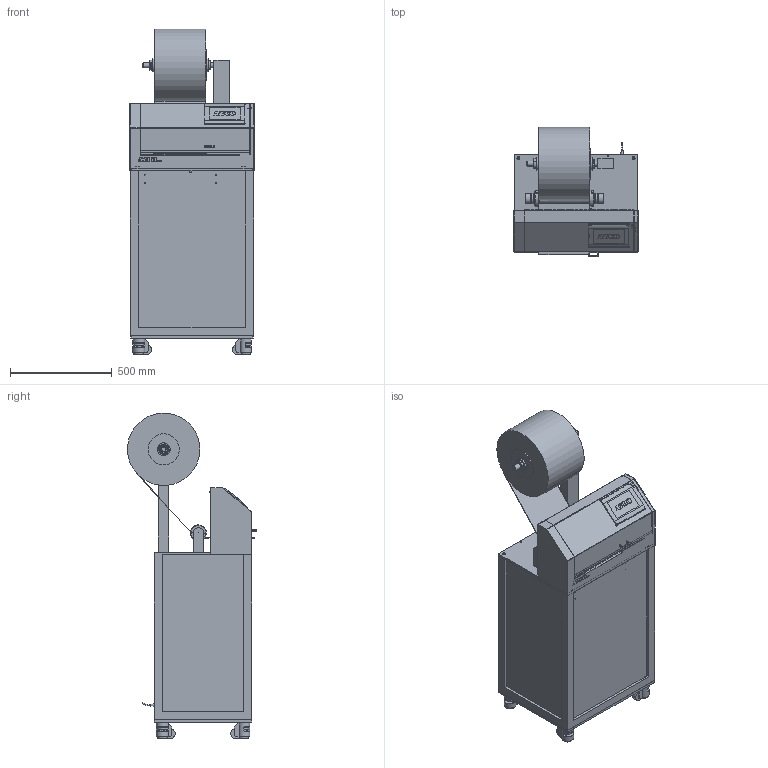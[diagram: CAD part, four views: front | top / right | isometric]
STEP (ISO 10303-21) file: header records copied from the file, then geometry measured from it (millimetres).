
FILE_DESCRIPTION(/* description */ (''),/* implementation_level */ '2;1');
FILE_NAME(/* name */ 'HS250-02.stp',/* time_stamp */ '2023-02-17T08:29:27-05:00',/* author */ ('tmcandrew'),/* organization */ (''),/* preprocessor_version */ 'ST-DEVELOPER v16.1',/* originating_system */ 'Autodesk Inventor 2016',/* authorisation */ '');
FILE_SCHEMA (('AUTOMOTIVE_DESIGN { 1 0 10303 214 3 1 1 }'));
Length unit declared in the file: millimetre
Products named in the file (1): HS250-02 SOLID MODEL
Bounding box: 610 x 633.38 x 1598.99 mm (x, y, z)
Volume: 52525309.3 mm3; surface area: 7718525.4 mm2
Topology: 9 solids, 31 shells, 2685 faces, 6833 edges, 4530 vertices
Faces by surface type: plane 1515, cylinder 582, bspline 504, cone 65, torus 15, sphere 4
Full cylindrical faces by diameter (mm): 2.459 x5, 2.642 x2, 3.242 x30, 3.3 x2, 3.5 x2, 3.505 x2, 3.66 x2, 3.938 x1, 3.968 x2, 4 x4, 4.134 x13, 4.5 x18, 4.534 x1, 4.8 x2, 4.917 x36, 5 x6, 5.5 x4, 5.95 x1, 6 x4, 6.1 x4, 6.35 x16, 6.4 x2, 6.5 x8, 6.6 x18, 6.647 x25, 7 x4, 7.9 x2, 8 x6, 8.25 x6, 8.376 x1
Entity records: 85249 total; most frequent: CARTESIAN_POINT 21984, ORIENTED_EDGE 12512, DIRECTION 10798, EDGE_CURVE 6256, VERTEX_POINT 4332, LINE 3894, VECTOR 3894, EDGE_LOOP 3690
